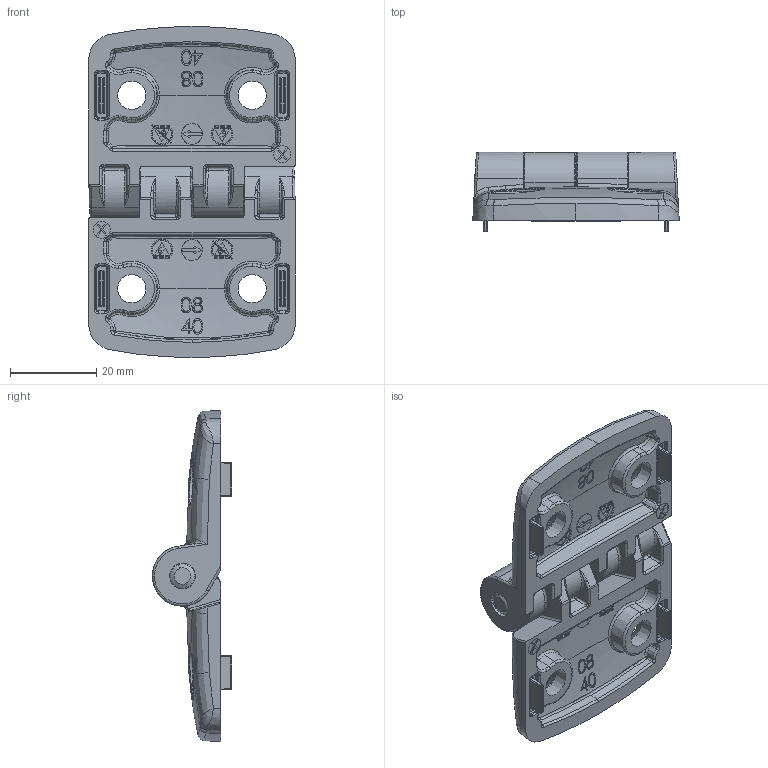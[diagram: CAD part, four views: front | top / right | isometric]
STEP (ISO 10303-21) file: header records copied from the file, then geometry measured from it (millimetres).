
FILE_DESCRIPTION (( 'STEP AP214' ), '1' );
FILE_NAME ('7228720', '2019-01-30T08:59:54', ( '' ), ('JUGARD+KÜNSTNER GmbH'), 'SwSTEP 2.0', 'SolidWorks 2017', '' );
FILE_SCHEMA (( 'AUTOMOTIVE_DESIGN' ));
Length unit declared in the file: millimetre
Products named in the file (3): Part2; Part3; 7228720
Assembly tree (3 placements, depth 2):
  7228720
    Part3  x2
    Part2
Bounding box: 48 x 18.4 x 77 mm (x, y, z)
Volume: 1301.5 mm3; surface area: 15127.2 mm2
Topology: 1 solids, 5 shells, 1500 faces, 3868 edges, 2396 vertices
Faces by surface type: plane 704, bspline 466, cylinder 238, cone 92
Entity records: 44539 total; most frequent: CARTESIAN_POINT 16439, ORIENTED_EDGE 4332, DIRECTION 3221, EDGE_CURVE 2174, VERTEX_POINT 1357, AXIS2_PLACEMENT_3D 1105, LINE 1011, VECTOR 1011
